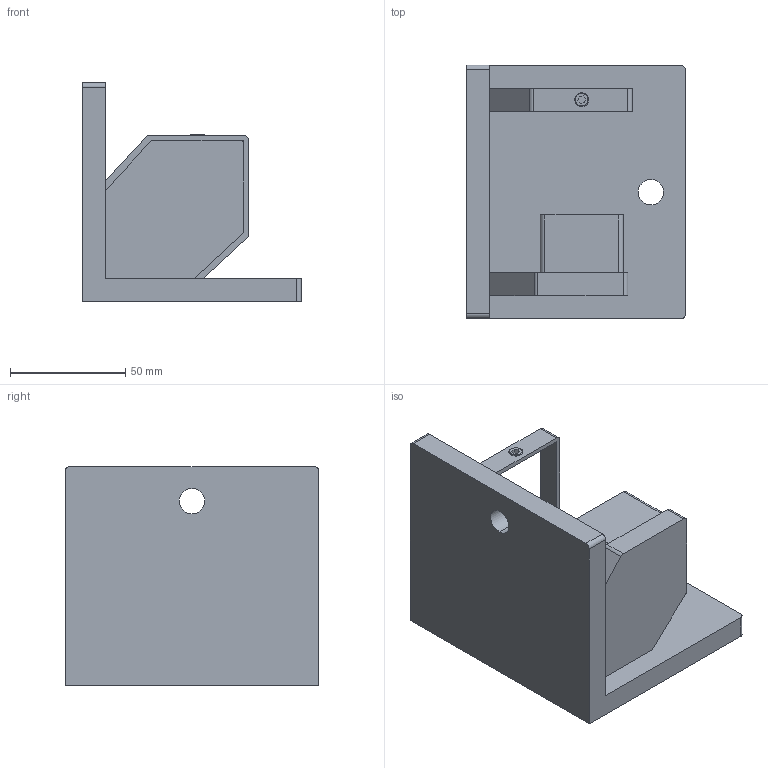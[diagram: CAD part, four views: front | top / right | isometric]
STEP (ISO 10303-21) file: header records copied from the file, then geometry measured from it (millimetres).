
FILE_DESCRIPTION (( 'STEP AP203' ), '1' );
FILE_NAME ('3D_GB3304_40x40x2_188746600.STEP', '2024-10-26T13:42:38', ( '' ), ( '' ), 'SwSTEP 2.0', 'SolidWorks 2023', '' );
FILE_SCHEMA (( 'CONFIG_CONTROL_DESIGN' ));
Length unit declared in the file: millimetre
Products named in the file (1): 3D_GB3304_40x40x2_188746600
Bounding box: 95 x 110 x 95 mm (x, y, z)
Volume: 253344.9 mm3; surface area: 65296.3 mm2
Topology: 1 solids, 1 shells, 69 faces, 182 edges, 120 vertices
Faces by surface type: plane 43, cylinder 22, torus 2, cone 2
Entity records: 2223 total; most frequent: CARTESIAN_POINT 372, DIRECTION 372, ORIENTED_EDGE 364, EDGE_CURVE 182, VECTOR 132, LINE 132, AXIS2_PLACEMENT_3D 120, VERTEX_POINT 120
